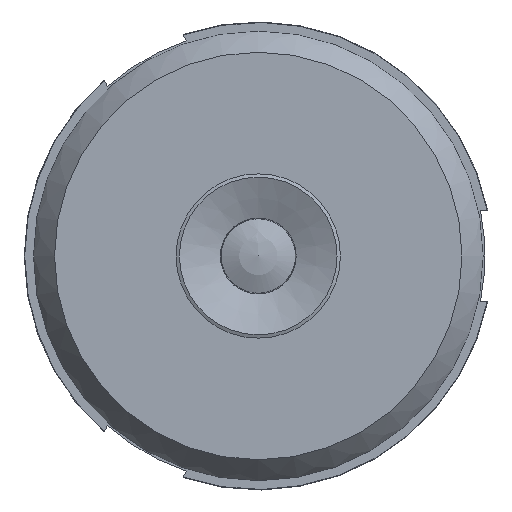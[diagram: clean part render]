
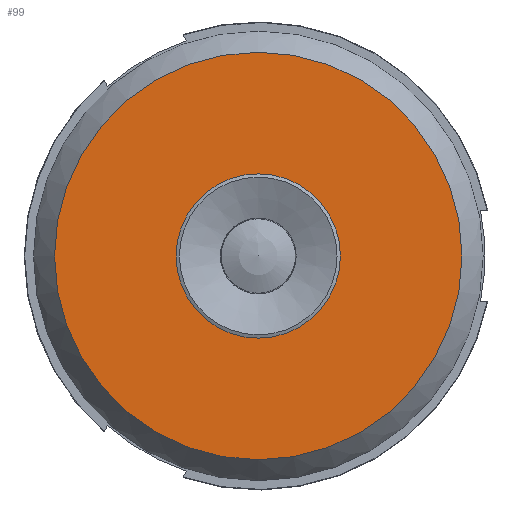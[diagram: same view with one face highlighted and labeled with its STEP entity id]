
A CAD part, front view. The second image highlights one B-rep face of the part: STEP entity #99.
In plain terms, the highlighted planar face has unit normal (0, -1, 0).
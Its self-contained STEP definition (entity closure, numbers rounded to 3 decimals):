
#99=ADVANCED_FACE('',(#141,#142),#143,.F.);
#141=FACE_BOUND('',#216,.T.);
#142=FACE_OUTER_BOUND('',#217,.T.);
#143=PLANE('',#218);
#216=EDGE_LOOP('',(#333));
#217=EDGE_LOOP('',(#334));
#218=AXIS2_PLACEMENT_3D('',#335,#336,#337);
#333=ORIENTED_EDGE('',*,*,#586,.F.);
#334=ORIENTED_EDGE('',*,*,#556,.T.);
#335=CARTESIAN_POINT('',(0.0,11.932,20.355));
#336=DIRECTION('',(0.0,1.0,0.0));
#337=DIRECTION('',(0.0,0.0,1.0));
#556=EDGE_CURVE('',#636,#636,#637,.T.);
#586=EDGE_CURVE('',#692,#692,#693,.T.);
#636=VERTEX_POINT('',#770);
#637=CIRCLE('',#771,29.009);
#692=VERTEX_POINT('',#856);
#693=CIRCLE('',#857,11.7);
#770=CARTESIAN_POINT('',(0.0,11.932,-29.009));
#771=AXIS2_PLACEMENT_3D('',#1000,#1001,#1002);
#856=CARTESIAN_POINT('',(0.0,11.932,-11.7));
#857=AXIS2_PLACEMENT_3D('',#1050,#1051,#1052);
#1000=CARTESIAN_POINT('',(0.0,11.932,0.0));
#1001=DIRECTION('',(0.0,-1.0,0.0));
#1002=DIRECTION('',(0.0,0.0,-1.0));
#1050=CARTESIAN_POINT('',(0.0,11.932,0.0));
#1051=DIRECTION('',(0.0,-1.0,0.0));
#1052=DIRECTION('',(0.0,0.0,-1.0));
